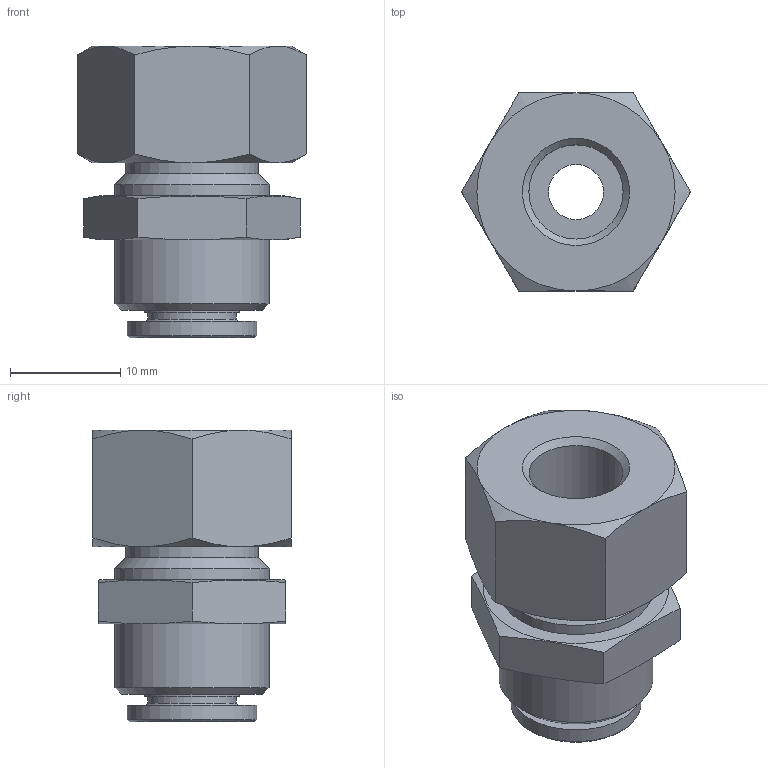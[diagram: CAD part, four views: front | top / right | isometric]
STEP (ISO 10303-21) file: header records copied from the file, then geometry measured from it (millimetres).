
FILE_DESCRIPTION(/* description */ ('STEP AP214'),/* implementation_level */ '2;1');
FILE_NAME(/* name */ '578295_NPQH-H-G18F-Q6-P10',/* time_stamp */ '2024-09-13T05:14:38+02:00',/* author */ ('License CC BY-ND 4.0'),/* organization */ ('CADENAS'),/* preprocessor_version */ 'ST-DEVELOPER v19.3',/* originating_system */ 'PARTsolutions',/* authorisation */ ' ');
FILE_SCHEMA (('AUTOMOTIVE_DESIGN {1 0 10303 214 3 1 1}'));
Length unit declared in the file: millimetre
Products named in the file (3): 578295 NPQH-H-G18F-Q6-P10; 578295 NPQH-H-G18F-Q6-P10_p; Flachmutter M14X1-4-17
Assembly tree (2 placements, depth 2):
  578295 NPQH-H-G18F-Q6-P10
    578295 NPQH-H-G18F-Q6-P10_p
    Flachmutter M14X1-4-17
Bounding box: 20.78 x 18 x 26.5 mm (x, y, z)
Volume: 4601.2 mm3; surface area: 3128 mm2
Topology: 2 solids, 2 shells, 53 faces, 110 edges, 66 vertices
Faces by surface type: cone 23, plane 21, cylinder 9
Full cylindrical faces by diameter (mm): 5 x1, 6 x1, 8 x1, 8.566 x1, 8.6 x1, 11.8 x1, 12 x1, 12.917 x1, 14 x1
Entity records: 1392 total; most frequent: CARTESIAN_POINT 326, DIRECTION 202, ORIENTED_EDGE 174, AXIS2_PLACEMENT_3D 95, EDGE_CURVE 87, EDGE_LOOP 82, FACE_BOUND 82, VERTEX_POINT 63
